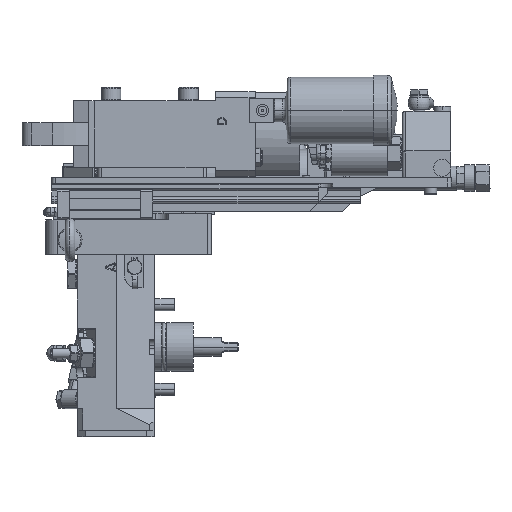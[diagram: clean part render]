
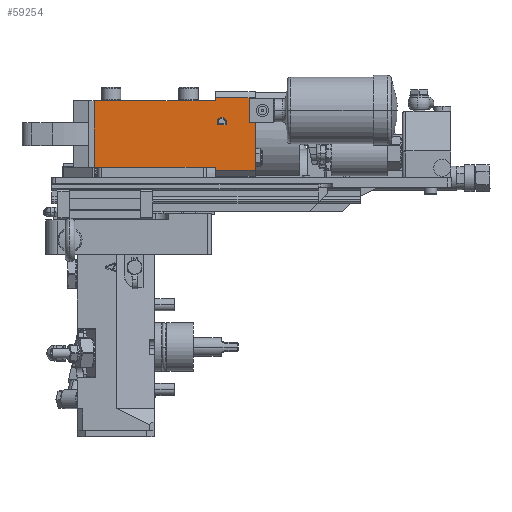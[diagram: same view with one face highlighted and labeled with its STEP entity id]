
A CAD part, front view. The second image highlights one B-rep face of the part: STEP entity #59254.
In plain terms, the highlighted planar face has unit normal (0, -1, 0).
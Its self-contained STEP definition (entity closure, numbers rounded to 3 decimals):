
#756=DIRECTION('',(1.,0.,0.));
#757=VECTOR('',#756,7.);
#758=CARTESIAN_POINT('',(43.,-66.,148.5));
#759=LINE('',#758,#757);
#870=DIRECTION('',(1.,0.,0.));
#871=VECTOR('',#870,3.);
#872=CARTESIAN_POINT('',(-50.,-66.,148.5));
#873=LINE('',#872,#871);
#906=DIRECTION('',(1.,0.,0.));
#907=VECTOR('',#906,10.338);
#908=CARTESIAN_POINT('',(-50.,-66.,203.5));
#909=LINE('',#908,#907);
#986=DIRECTION('',(1.,0.,0.));
#987=VECTOR('',#986,18.338);
#988=CARTESIAN_POINT('',(31.662,-66.,203.5));
#989=LINE('',#988,#987);
#990=DIRECTION('',(1.,0.,0.));
#991=VECTOR('',#990,56.676);
#992=CARTESIAN_POINT('',(-32.338,-66.,203.5));
#993=LINE('',#992,#991);
#1032=DIRECTION('',(1.,0.,0.));
#1033=VECTOR('',#1032,7.324);
#1034=CARTESIAN_POINT('',(-39.662,-66.,203.5));
#1035=LINE('',#1034,#1033);
#1036=DIRECTION('',(0.,0.,1.));
#1037=VECTOR('',#1036,55.);
#1038=CARTESIAN_POINT('',(-50.,-66.,148.5));
#1039=LINE('',#1038,#1037);
#1040=DIRECTION('',(1.,0.,0.));
#1041=VECTOR('',#1040,33.);
#1042=CARTESIAN_POINT('',(50.,-66.,206.));
#1043=LINE('',#1042,#1041);
#1044=DIRECTION('',(0.,0.,1.));
#1045=VECTOR('',#1044,0.5);
#1046=CARTESIAN_POINT('',(83.,-66.,205.5));
#1047=LINE('',#1046,#1045);
#1048=DIRECTION('',(0.,0.,1.));
#1049=VECTOR('',#1048,39.5);
#1050=CARTESIAN_POINT('',(83.,-66.,146.));
#1051=LINE('',#1050,#1049);
#1052=DIRECTION('',(-1.,0.,0.));
#1053=VECTOR('',#1052,33.);
#1054=CARTESIAN_POINT('',(83.,-66.,146.));
#1055=LINE('',#1054,#1053);
#1056=DIRECTION('',(0.,0.,-1.));
#1057=VECTOR('',#1056,3.5);
#1058=CARTESIAN_POINT('',(52.,-66.,187.));
#1059=LINE('',#1058,#1057);
#1060=DIRECTION('',(1.,0.,0.));
#1061=VECTOR('',#1060,7.);
#1062=CARTESIAN_POINT('',(52.,-66.,183.5));
#1063=LINE('',#1062,#1061);
#1064=DIRECTION('',(0.,0.,1.));
#1065=VECTOR('',#1064,3.5);
#1066=CARTESIAN_POINT('',(59.,-66.,183.5));
#1067=LINE('',#1066,#1065);
#1068=DIRECTION('',(-0.2,0.,0.98));
#1069=VECTOR('',#1068,0.744);
#1070=CARTESIAN_POINT('',(59.,-66.,187.));
#1071=LINE('',#1070,#1069);
#1072=DIRECTION('',(-0.455,0.,0.891));
#1073=VECTOR('',#1072,0.655);
#1074=CARTESIAN_POINT('',(58.851,-66.,187.729));
#1075=LINE('',#1074,#1073);
#1076=DIRECTION('',(-0.715,0.,0.7));
#1077=VECTOR('',#1076,0.834);
#1078=CARTESIAN_POINT('',(58.553,-66.,188.313));
#1079=LINE('',#1078,#1077);
#1080=DIRECTION('',(-0.898,0.,0.44));
#1081=VECTOR('',#1080,0.663);
#1082=CARTESIAN_POINT('',(57.957,-66.,188.896));
#1083=LINE('',#1082,#1081);
#1084=DIRECTION('',(-0.981,0.,0.192));
#1085=VECTOR('',#1084,0.759);
#1086=CARTESIAN_POINT('',(57.362,-66.,189.188));
#1087=LINE('',#1086,#1085);
#1088=DIRECTION('',(-1.,0.,0.));
#1089=VECTOR('',#1088,2.234);
#1090=CARTESIAN_POINT('',(56.617,-66.,189.333));
#1091=LINE('',#1090,#1089);
#1092=DIRECTION('',(-0.981,0.,-0.192));
#1093=VECTOR('',#1092,0.759);
#1094=CARTESIAN_POINT('',(54.383,-66.,189.333));
#1095=LINE('',#1094,#1093);
#1096=DIRECTION('',(-0.898,0.,-0.44));
#1097=VECTOR('',#1096,0.663);
#1098=CARTESIAN_POINT('',(53.638,-66.,189.188));
#1099=LINE('',#1098,#1097);
#1100=DIRECTION('',(-0.715,0.,-0.7));
#1101=VECTOR('',#1100,0.834);
#1102=CARTESIAN_POINT('',(53.043,-66.,188.896));
#1103=LINE('',#1102,#1101);
#1104=DIRECTION('',(-0.455,0.,-0.891));
#1105=VECTOR('',#1104,0.655);
#1106=CARTESIAN_POINT('',(52.447,-66.,188.313));
#1107=LINE('',#1106,#1105);
#1108=DIRECTION('',(-0.2,0.,-0.98));
#1109=VECTOR('',#1108,0.744);
#1110=CARTESIAN_POINT('',(52.149,-66.,187.729));
#1111=LINE('',#1110,#1109);
#33895=DIRECTION('',(0.,0.,1.));
#33896=VECTOR('',#33895,20.);
#33897=CARTESIAN_POINT('',(83.,-66.,185.5));
#33898=LINE('',#33897,#33896);
#34777=DIRECTION('',(0.,0.,1.));
#34778=VECTOR('',#34777,2.5);
#34779=CARTESIAN_POINT('',(50.,-66.,203.5));
#34780=LINE('',#34779,#34778);
#34797=DIRECTION('',(0.,0.,1.));
#34798=VECTOR('',#34797,2.5);
#34799=CARTESIAN_POINT('',(50.,-66.,146.));
#34800=LINE('',#34799,#34798);
#46953=DIRECTION('',(1.,0.,0.));
#46954=VECTOR('',#46953,7.324);
#46955=CARTESIAN_POINT('',(24.338,-66.,203.5));
#46956=LINE('',#46955,#46954);
#47079=DIRECTION('',(-1.,0.,0.));
#47080=VECTOR('',#47079,90.);
#47081=CARTESIAN_POINT('',(43.,-66.,148.5));
#47082=LINE('',#47081,#47080);
#54411=CARTESIAN_POINT('',(-50.,-66.,148.5));
#54413=VERTEX_POINT('',#54411);
#54423=CARTESIAN_POINT('',(-50.,-66.,203.5));
#54425=VERTEX_POINT('',#54423);
#54462=CARTESIAN_POINT('',(50.,-66.,203.5));
#54464=VERTEX_POINT('',#54462);
#54466=CARTESIAN_POINT('',(50.,-66.,148.5));
#54468=VERTEX_POINT('',#54466);
#54487=CARTESIAN_POINT('',(50.,-66.,146.));
#54489=VERTEX_POINT('',#54487);
#54490=CARTESIAN_POINT('',(83.,-66.,146.));
#54491=VERTEX_POINT('',#54490);
#54495=CARTESIAN_POINT('',(83.,-66.,206.));
#54497=VERTEX_POINT('',#54495);
#54498=CARTESIAN_POINT('',(50.,-66.,206.));
#54499=VERTEX_POINT('',#54498);
#55192=CARTESIAN_POINT('',(52.,-66.,187.));
#55193=CARTESIAN_POINT('',(52.,-66.,183.5));
#55194=VERTEX_POINT('',#55192);
#55195=VERTEX_POINT('',#55193);
#55196=CARTESIAN_POINT('',(59.,-66.,183.5));
#55197=VERTEX_POINT('',#55196);
#55198=CARTESIAN_POINT('',(59.,-66.,187.));
#55199=VERTEX_POINT('',#55198);
#55200=CARTESIAN_POINT('',(58.851,-66.,187.729));
#55201=VERTEX_POINT('',#55200);
#55202=CARTESIAN_POINT('',(58.553,-66.,188.313));
#55203=VERTEX_POINT('',#55202);
#55204=CARTESIAN_POINT('',(57.957,-66.,188.896));
#55205=VERTEX_POINT('',#55204);
#55206=CARTESIAN_POINT('',(57.362,-66.,189.188));
#55207=VERTEX_POINT('',#55206);
#55208=CARTESIAN_POINT('',(56.617,-66.,189.333));
#55209=VERTEX_POINT('',#55208);
#55210=CARTESIAN_POINT('',(54.383,-66.,189.333));
#55211=VERTEX_POINT('',#55210);
#55212=CARTESIAN_POINT('',(53.638,-66.,189.188));
#55213=VERTEX_POINT('',#55212);
#55214=CARTESIAN_POINT('',(53.043,-66.,188.896));
#55215=VERTEX_POINT('',#55214);
#55216=CARTESIAN_POINT('',(52.447,-66.,188.313));
#55217=VERTEX_POINT('',#55216);
#55218=CARTESIAN_POINT('',(52.149,-66.,187.729));
#55219=VERTEX_POINT('',#55218);
#55245=CARTESIAN_POINT('',(43.,-66.,148.5));
#55247=VERTEX_POINT('',#55245);
#55249=CARTESIAN_POINT('',(-47.,-66.,148.5));
#55251=VERTEX_POINT('',#55249);
#55298=CARTESIAN_POINT('',(-39.662,-66.,203.5));
#55299=CARTESIAN_POINT('',(-32.338,-66.,203.5));
#55300=VERTEX_POINT('',#55298);
#55301=VERTEX_POINT('',#55299);
#55314=CARTESIAN_POINT('',(24.338,-66.,203.5));
#55315=CARTESIAN_POINT('',(31.662,-66.,203.5));
#55316=VERTEX_POINT('',#55314);
#55317=VERTEX_POINT('',#55315);
#55378=CARTESIAN_POINT('',(83.,-66.,185.5));
#55379=CARTESIAN_POINT('',(83.,-66.,205.5));
#55380=VERTEX_POINT('',#55378);
#55381=VERTEX_POINT('',#55379);
#59191=CARTESIAN_POINT('',(42.,-66.,186.5));
#59192=DIRECTION('',(0.,1.,0.));
#59193=DIRECTION('',(0.,0.,1.));
#59194=AXIS2_PLACEMENT_3D('',#59191,#59192,#59193);
#59195=PLANE('',#59194);
#59196=ORIENTED_EDGE('',*,*,#59020,.F.);
#59198=ORIENTED_EDGE('',*,*,#59197,.T.);
#59199=ORIENTED_EDGE('',*,*,#59086,.T.);
#59200=ORIENTED_EDGE('',*,*,#59185,.T.);
#59201=ORIENTED_EDGE('',*,*,#59142,.T.);
#59203=ORIENTED_EDGE('',*,*,#59202,.T.);
#59204=ORIENTED_EDGE('',*,*,#59134,.T.);
#59206=ORIENTED_EDGE('',*,*,#59205,.T.);
#59208=ORIENTED_EDGE('',*,*,#59207,.T.);
#59210=ORIENTED_EDGE('',*,*,#59209,.F.);
#59212=ORIENTED_EDGE('',*,*,#59211,.F.);
#59214=ORIENTED_EDGE('',*,*,#59213,.F.);
#59216=ORIENTED_EDGE('',*,*,#59215,.T.);
#59218=ORIENTED_EDGE('',*,*,#59217,.T.);
#59219=ORIENTED_EDGE('',*,*,#58903,.F.);
#59221=ORIENTED_EDGE('',*,*,#59220,.T.);
#59222=EDGE_LOOP('',(#59196,#59198,#59199,#59200,#59201,#59203,#59204,#59206,
#59208,#59210,#59212,#59214,#59216,#59218,#59219,#59221));
#59223=FACE_OUTER_BOUND('',#59222,.F.);
#59225=ORIENTED_EDGE('',*,*,#59224,.T.);
#59227=ORIENTED_EDGE('',*,*,#59226,.T.);
#59229=ORIENTED_EDGE('',*,*,#59228,.T.);
#59231=ORIENTED_EDGE('',*,*,#59230,.T.);
#59233=ORIENTED_EDGE('',*,*,#59232,.T.);
#59235=ORIENTED_EDGE('',*,*,#59234,.T.);
#59237=ORIENTED_EDGE('',*,*,#59236,.T.);
#59239=ORIENTED_EDGE('',*,*,#59238,.T.);
#59241=ORIENTED_EDGE('',*,*,#59240,.T.);
#59243=ORIENTED_EDGE('',*,*,#59242,.T.);
#59245=ORIENTED_EDGE('',*,*,#59244,.T.);
#59247=ORIENTED_EDGE('',*,*,#59246,.T.);
#59249=ORIENTED_EDGE('',*,*,#59248,.T.);
#59251=ORIENTED_EDGE('',*,*,#59250,.T.);
#59252=EDGE_LOOP('',(#59225,#59227,#59229,#59231,#59233,#59235,#59237,#59239,
#59241,#59243,#59245,#59247,#59249,#59251));
#59253=FACE_BOUND('',#59252,.F.);
#59254=ADVANCED_FACE('',(#59223,#59253),#59195,.F.);
#58903=EDGE_CURVE('',#55247,#54468,#759,.T.);
#59020=EDGE_CURVE('',#54413,#55251,#873,.T.);
#59086=EDGE_CURVE('',#54425,#55300,#909,.T.);
#59134=EDGE_CURVE('',#55317,#54464,#989,.T.);
#59142=EDGE_CURVE('',#55301,#55316,#993,.T.);
#59185=EDGE_CURVE('',#55300,#55301,#1035,.T.);
#59197=EDGE_CURVE('',#54413,#54425,#1039,.T.);
#59202=EDGE_CURVE('',#55316,#55317,#46956,.T.);
#59205=EDGE_CURVE('',#54464,#54499,#34780,.T.);
#59207=EDGE_CURVE('',#54499,#54497,#1043,.T.);
#59209=EDGE_CURVE('',#55381,#54497,#1047,.T.);
#59211=EDGE_CURVE('',#55380,#55381,#33898,.T.);
#59213=EDGE_CURVE('',#54491,#55380,#1051,.T.);
#59215=EDGE_CURVE('',#54491,#54489,#1055,.T.);
#59217=EDGE_CURVE('',#54489,#54468,#34800,.T.);
#59220=EDGE_CURVE('',#55247,#55251,#47082,.T.);
#59224=EDGE_CURVE('',#55194,#55195,#1059,.T.);
#59226=EDGE_CURVE('',#55195,#55197,#1063,.T.);
#59228=EDGE_CURVE('',#55197,#55199,#1067,.T.);
#59230=EDGE_CURVE('',#55199,#55201,#1071,.T.);
#59232=EDGE_CURVE('',#55201,#55203,#1075,.T.);
#59234=EDGE_CURVE('',#55203,#55205,#1079,.T.);
#59236=EDGE_CURVE('',#55205,#55207,#1083,.T.);
#59238=EDGE_CURVE('',#55207,#55209,#1087,.T.);
#59240=EDGE_CURVE('',#55209,#55211,#1091,.T.);
#59242=EDGE_CURVE('',#55211,#55213,#1095,.T.);
#59244=EDGE_CURVE('',#55213,#55215,#1099,.T.);
#59246=EDGE_CURVE('',#55215,#55217,#1103,.T.);
#59248=EDGE_CURVE('',#55217,#55219,#1107,.T.);
#59250=EDGE_CURVE('',#55219,#55194,#1111,.T.);
